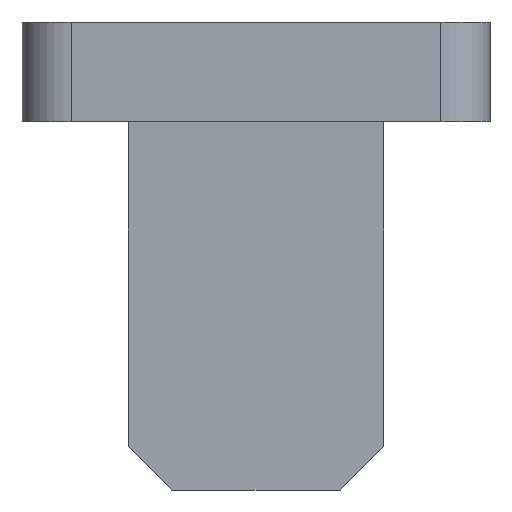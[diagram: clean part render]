
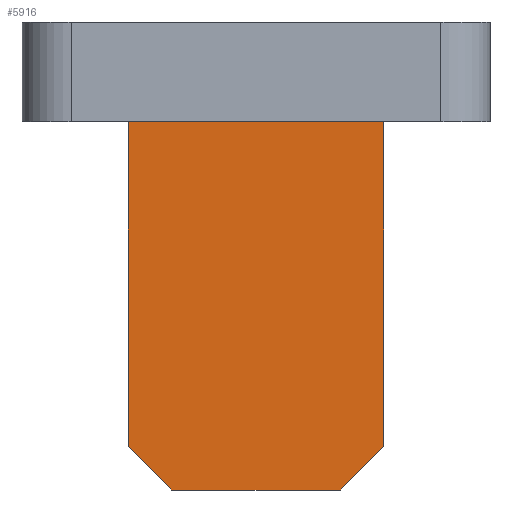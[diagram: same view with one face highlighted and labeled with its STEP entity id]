
A CAD part, front view. The second image highlights one B-rep face of the part: STEP entity #5916.
In plain terms, the highlighted planar face has unit normal (0, -1, 0).
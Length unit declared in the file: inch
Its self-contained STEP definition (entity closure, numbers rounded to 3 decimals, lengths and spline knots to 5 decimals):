
#111 = ORIENTED_EDGE ( 'NONE', *, *, #3055, .T. ) ;
#154 = VECTOR ( 'NONE', #5694, 39.37008 ) ;
#155 = EDGE_LOOP ( 'NONE', ( #2530, #6146, #6344, #111, #2126, #1191 ) ) ;
#332 = VECTOR ( 'NONE', #1796, 39.37008 ) ;
#342 = CARTESIAN_POINT ( 'NONE',  ( -0.205, -0.135, -0.75 ) ) ;
#453 = LINE ( 'NONE', #3658, #5434 ) ;
#551 = VERTEX_POINT ( 'NONE', #1866 ) ;
#666 = DIRECTION ( 'NONE',  ( 1., 0., 0. ) ) ;
#707 = CARTESIAN_POINT ( 'NONE',  ( -0.205, -0.135, -0.16 ) ) ;
#832 = CARTESIAN_POINT ( 'NONE',  ( 0., -0.135, -0.16 ) ) ;
#984 = LINE ( 'NONE', #832, #332 ) ;
#995 = CARTESIAN_POINT ( 'NONE',  ( -0.17, -0.135, -0.715 ) ) ;
#1096 = VECTOR ( 'NONE', #4637, 39.37008 ) ;
#1191 = ORIENTED_EDGE ( 'NONE', *, *, #5707, .T. ) ;
#1214 = CARTESIAN_POINT ( 'NONE',  ( -0.135, -0.135, -0.75 ) ) ;
#1583 = EDGE_CURVE ( 'NONE', #551, #3994, #4816, .T. ) ;
#1755 = EDGE_CURVE ( 'NONE', #5895, #6222, #4574, .T. ) ;
#1796 = DIRECTION ( 'NONE',  ( -1., 0., 0. ) ) ;
#1866 = CARTESIAN_POINT ( 'NONE',  ( 0.205, -0.135, -0.68 ) ) ;
#2052 = VERTEX_POINT ( 'NONE', #6196 ) ;
#2058 = VERTEX_POINT ( 'NONE', #707 ) ;
#2126 = ORIENTED_EDGE ( 'NONE', *, *, #1583, .T. ) ;
#2299 = DIRECTION ( 'NONE',  ( 0., 0., 1. ) ) ;
#2334 = EDGE_CURVE ( 'NONE', #6222, #2052, #453, .T. ) ;
#2434 = VECTOR ( 'NONE', #2299, 39.37008 ) ;
#2530 = ORIENTED_EDGE ( 'NONE', *, *, #6144, .F. ) ;
#2617 = CARTESIAN_POINT ( 'NONE',  ( 0.205, -0.135, -0.16 ) ) ;
#2773 = FACE_OUTER_BOUND ( 'NONE', #155, .T. ) ;
#2866 = DIRECTION ( 'NONE',  ( 0., 0., -1. ) ) ;
#3055 = EDGE_CURVE ( 'NONE', #2052, #551, #3790, .T. ) ;
#3529 = AXIS2_PLACEMENT_3D ( 'NONE', #342, #6384, #2866 ) ;
#3658 = CARTESIAN_POINT ( 'NONE',  ( -0.205, -0.135, -0.75 ) ) ;
#3790 = LINE ( 'NONE', #6168, #1096 ) ;
#3814 = LINE ( 'NONE', #5631, #154 ) ;
#3994 = VERTEX_POINT ( 'NONE', #2617 ) ;
#4379 = DIRECTION ( 'NONE',  ( 0.707, 0., -0.707 ) ) ;
#4438 = CARTESIAN_POINT ( 'NONE',  ( 0.205, -0.135, -0.75 ) ) ;
#4574 = LINE ( 'NONE', #995, #5667 ) ;
#4637 = DIRECTION ( 'NONE',  ( 0.707, 0., 0.707 ) ) ;
#4816 = LINE ( 'NONE', #4438, #2434 ) ;
#4877 = PLANE ( 'NONE',  #3529 ) ;
#5095 = CARTESIAN_POINT ( 'NONE',  ( -0.205, -0.135, -0.68 ) ) ;
#5434 = VECTOR ( 'NONE', #666, 39.37008 ) ;
#5631 = CARTESIAN_POINT ( 'NONE',  ( -0.205, -0.135, -0.75 ) ) ;
#5667 = VECTOR ( 'NONE', #4379, 39.37008 ) ;
#5694 = DIRECTION ( 'NONE',  ( 0., 0., 1. ) ) ;
#5707 = EDGE_CURVE ( 'NONE', #3994, #2058, #984, .T. ) ;
#5895 = VERTEX_POINT ( 'NONE', #5095 ) ;
#5916 = ADVANCED_FACE ( 'NONE', ( #2773 ), #4877, .T. ) ;
#6144 = EDGE_CURVE ( 'NONE', #5895, #2058, #3814, .T. ) ;
#6146 = ORIENTED_EDGE ( 'NONE', *, *, #1755, .T. ) ;
#6168 = CARTESIAN_POINT ( 'NONE',  ( -0.035, -0.135, -0.92 ) ) ;
#6196 = CARTESIAN_POINT ( 'NONE',  ( 0.135, -0.135, -0.75 ) ) ;
#6222 = VERTEX_POINT ( 'NONE', #1214 ) ;
#6344 = ORIENTED_EDGE ( 'NONE', *, *, #2334, .T. ) ;
#6384 = DIRECTION ( 'NONE',  ( 0., -1., 0. ) ) ;
